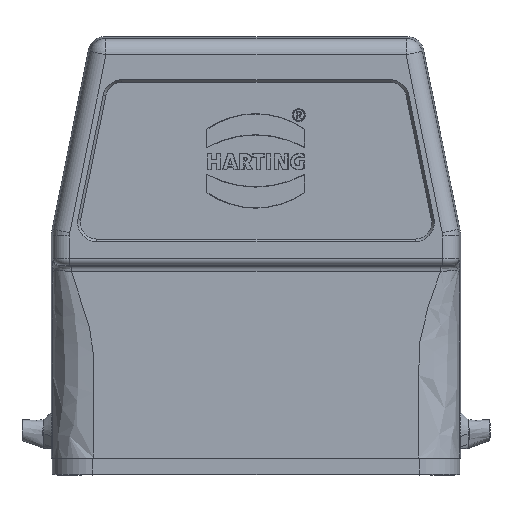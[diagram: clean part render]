
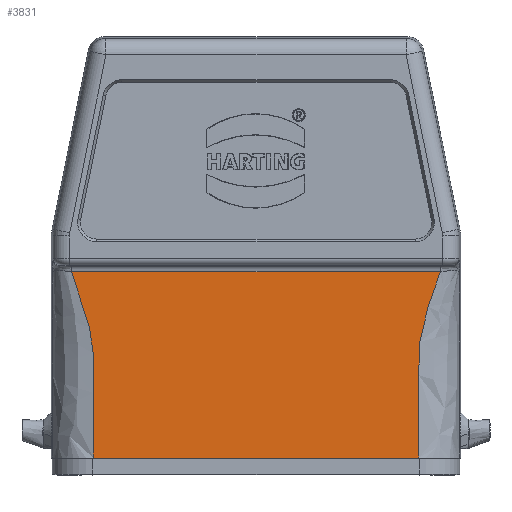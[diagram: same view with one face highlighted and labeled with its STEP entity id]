
A CAD part, front view. The second image highlights one B-rep face of the part: STEP entity #3831.
In plain terms, the highlighted planar face has unit normal (0, -1, 0).
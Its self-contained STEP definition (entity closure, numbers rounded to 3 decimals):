
#3786=CARTESIAN_POINT('',(0.0,-14.75,0.0));
#3787=DIRECTION('',(0.0,-1.0,0.0));
#3788=DIRECTION('',(0.0,0.0,-1.0));
#3789=AXIS2_PLACEMENT_3D('',#3786,#3787,#3788);
#3790=PLANE('',#3789);
#3791=CARTESIAN_POINT('',(24.902,-14.75,-11.7));
#3792=VERTEX_POINT('',#3791);
#3793=CARTESIAN_POINT('',(28.257,-14.75,16.85));
#3794=VERTEX_POINT('',#3793);
#3795=CARTESIAN_POINT('',(24.902,-14.75,-11.7));
#3796=CARTESIAN_POINT('',(24.902,-14.75,-6.775));
#3797=CARTESIAN_POINT('',(24.902,-14.75,-1.85));
#3798=CARTESIAN_POINT('',(24.902,-14.75,7.667));
#3799=CARTESIAN_POINT('',(26.524,-14.75,12.258));
#3800=CARTESIAN_POINT('',(28.257,-14.75,16.85));
#3801=B_SPLINE_CURVE_WITH_KNOTS('',3,(#3795,#3796,#3797,#3798,#3799,#3800),.UNSPECIFIED.,.F.,.U.,(4,2,4),(0.621,0.777,0.921),.UNSPECIFIED.);
#3802=EDGE_CURVE('',#3792,#3794,#3801,.T.);
#3803=ORIENTED_EDGE('',*,*,#3802,.T.);
#3804=CARTESIAN_POINT('',(-28.257,-14.75,16.85));
#3805=VERTEX_POINT('',#3804);
#3806=CARTESIAN_POINT('',(28.257,-14.75,16.85));
#3807=DIRECTION('',(-1.0,0.0,0.0));
#3808=VECTOR('',#3807,56.515);
#3809=LINE('',#3806,#3808);
#3810=EDGE_CURVE('',#3794,#3805,#3809,.T.);
#3811=ORIENTED_EDGE('',*,*,#3810,.T.);
#3812=CARTESIAN_POINT('',(-24.902,-14.75,-11.7));
#3813=VERTEX_POINT('',#3812);
#3814=CARTESIAN_POINT('',(-28.257,-14.75,16.85));
#3815=CARTESIAN_POINT('',(-26.524,-14.75,12.258));
#3816=CARTESIAN_POINT('',(-24.902,-14.75,7.667));
#3817=CARTESIAN_POINT('',(-24.902,-14.75,-1.85));
#3818=CARTESIAN_POINT('',(-24.902,-14.75,-6.775));
#3819=CARTESIAN_POINT('',(-24.902,-14.75,-11.7));
#3820=B_SPLINE_CURVE_WITH_KNOTS('',3,(#3814,#3815,#3816,#3817,#3818,#3819),.UNSPECIFIED.,.F.,.U.,(4,2,4),(0.079,0.223,0.379),.UNSPECIFIED.);
#3821=EDGE_CURVE('',#3805,#3813,#3820,.T.);
#3822=ORIENTED_EDGE('',*,*,#3821,.T.);
#3823=CARTESIAN_POINT('',(-24.902,-14.75,-11.7));
#3824=DIRECTION('',(1.0,0.0,0.0));
#3825=VECTOR('',#3824,49.803);
#3826=LINE('',#3823,#3825);
#3827=EDGE_CURVE('',#3813,#3792,#3826,.T.);
#3828=ORIENTED_EDGE('',*,*,#3827,.T.);
#3829=EDGE_LOOP('',(#3803,#3811,#3822,#3828));
#3830=FACE_OUTER_BOUND('',#3829,.T.);
#3831=ADVANCED_FACE('',(#3830),#3790,.T.);
